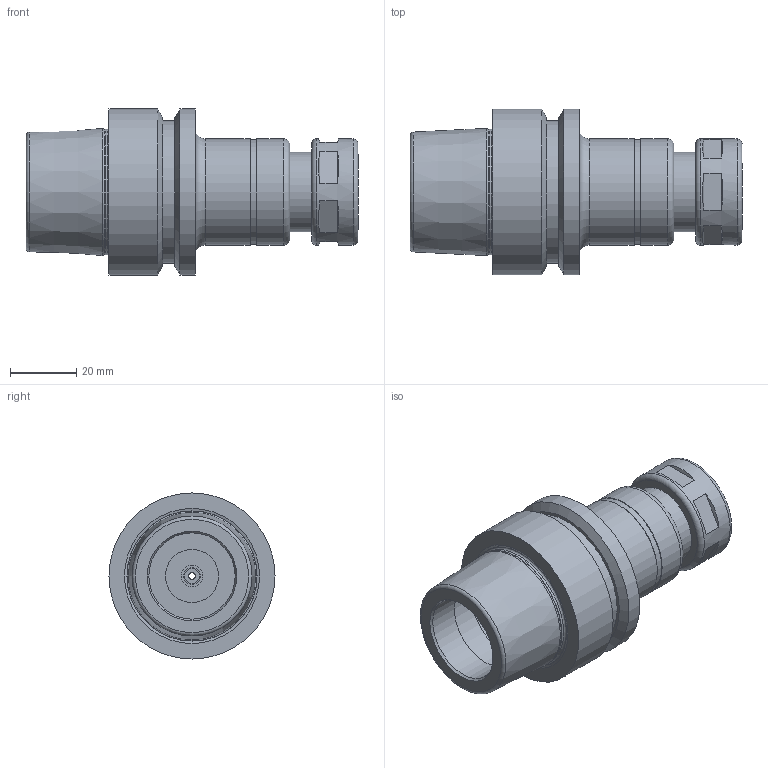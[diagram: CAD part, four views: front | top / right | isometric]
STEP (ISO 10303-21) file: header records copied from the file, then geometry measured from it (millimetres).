
FILE_DESCRIPTION((''),'2;1');
FILE_NAME('536054112075-3D.stp','2022-01-31T15:54:03',('nttooll'),(''),'Autodesk Inventor 2012','Autodesk Inventor 2012','');
FILE_SCHEMA(('AUTOMOTIVE_DESIGN { 1 0 10303 214 1 1 1 1 }'));
Length unit declared in the file: millimetre
Products named in the file (1): 536054112075-3D
Bounding box: 100 x 50 x 50 mm (x, y, z)
Volume: 79462.6 mm3; surface area: 24524.1 mm2
Topology: 1 solids, 1 shells, 98 faces, 168 edges, 104 vertices
Faces by surface type: plane 46, cylinder 29, cone 14, torus 9
Full cylindrical faces by diameter (mm): 2 x1, 4.5 x1, 5 x1, 6.5 x1, 9.57 x1, 12.8 x2, 14 x2, 14.5 x2, 16 x1, 16.4 x1, 17 x1, 18.2 x1, 20.5 x1, 24 x2, 26 x2, 31.6 x1, 32 x4, 37.9 x1, 43 x1, 50 x2
Entity records: 2102 total; most frequent: DIRECTION 406, CARTESIAN_POINT 319, ORIENTED_EDGE 232, AXIS2_PLACEMENT_3D 191, EDGE_LOOP 184, EDGE_CURVE 116, VERTEX_POINT 104, FACE_OUTER_BOUND 98
